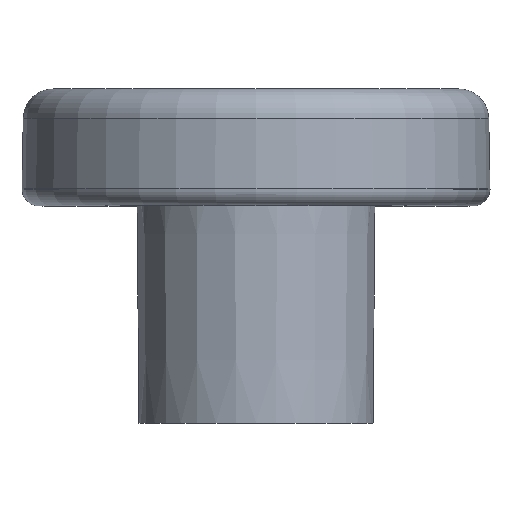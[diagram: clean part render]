
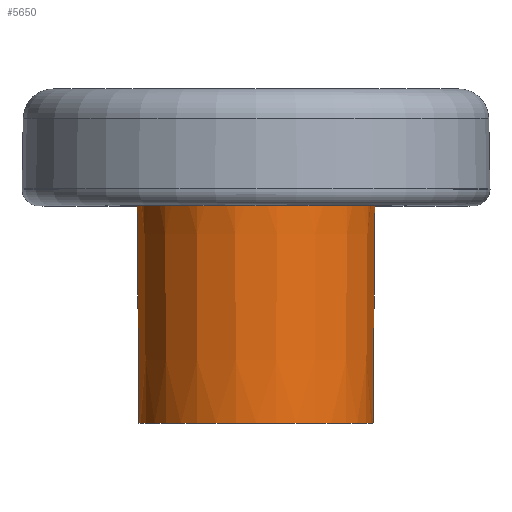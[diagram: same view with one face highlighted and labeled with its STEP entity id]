
A CAD part, top view. The second image highlights one B-rep face of the part: STEP entity #5650.
In plain terms, the highlighted conical face has half-angle 0.5 degrees and reference radius 7 mm.
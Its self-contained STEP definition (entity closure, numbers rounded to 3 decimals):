
#1190=CARTESIAN_POINT('',(0.,0.,0.));
#1200=DIRECTION('',(0.,1.,0.));
#1210=DIRECTION('',(1.,0.,0.));
#1220=AXIS2_PLACEMENT_3D('',#1190,#1200,#1210);
#1230=CIRCLE('',#1220,7.);
#1240=CARTESIAN_POINT('',(7.,0.,0.));
#1250=VERTEX_POINT('',#1240);
#1260=CARTESIAN_POINT('',(-7.,0.,0.));
#1270=VERTEX_POINT('',#1260);
#1300=EDGE_CURVE('',#1270,#1250,#1230,.T.);
#5250=CARTESIAN_POINT('',(-7.132,15.103,0.));
#5260=VERTEX_POINT('',#5250);
#5300=CARTESIAN_POINT('',(7.132,15.103,0.));
#5310=VERTEX_POINT('',#5300);
#5340=CARTESIAN_POINT('',(0.,15.103,0.));
#5350=DIRECTION('',(0.,1.,0.));
#5360=DIRECTION('',(1.,0.,0.));
#5370=AXIS2_PLACEMENT_3D('',#5340,#5350,#5360);
#5380=CIRCLE('',#5370,7.132);
#5390=EDGE_CURVE('',#5260,#5310,#5380,.T.);
#5440=CARTESIAN_POINT('',(0.,0.,0.));
#5450=DIRECTION('',(0.,1.,0.));
#5460=DIRECTION('',(1.,0.,0.));
#5470=AXIS2_PLACEMENT_3D('',#5440,#5450,#5460);
#5480=CONICAL_SURFACE('',#5470,7.,0.009);
#5490=CARTESIAN_POINT('',(-7.,0.,0.));
#5500=DIRECTION('',(-0.009,1.,
0.));
#5510=VECTOR('',#5500,802.151);
#5520=LINE('',#5490,#5510);
#5530=EDGE_CURVE('',#1270,#5260,#5520,.T.);
#5540=ORIENTED_EDGE('',*,*,#5530,.F.);
#5550=ORIENTED_EDGE('',*,*,#5390,.F.);
#5560=CARTESIAN_POINT('',(7.,0.,0.));
#5570=DIRECTION('',(0.009,1.,0.));
#5580=VECTOR('',#5570,802.151);
#5590=LINE('',#5560,#5580);
#5600=EDGE_CURVE('',#1250,#5310,#5590,.T.);
#5610=ORIENTED_EDGE('',*,*,#5600,.T.);
#5620=ORIENTED_EDGE('',*,*,#1300,.T.);
#5630=EDGE_LOOP('',(#5620,#5610,#5550,#5540));
#5640=FACE_OUTER_BOUND('',#5630,.T.);
#5650=ADVANCED_FACE('',(#5640),#5480,.T.);
